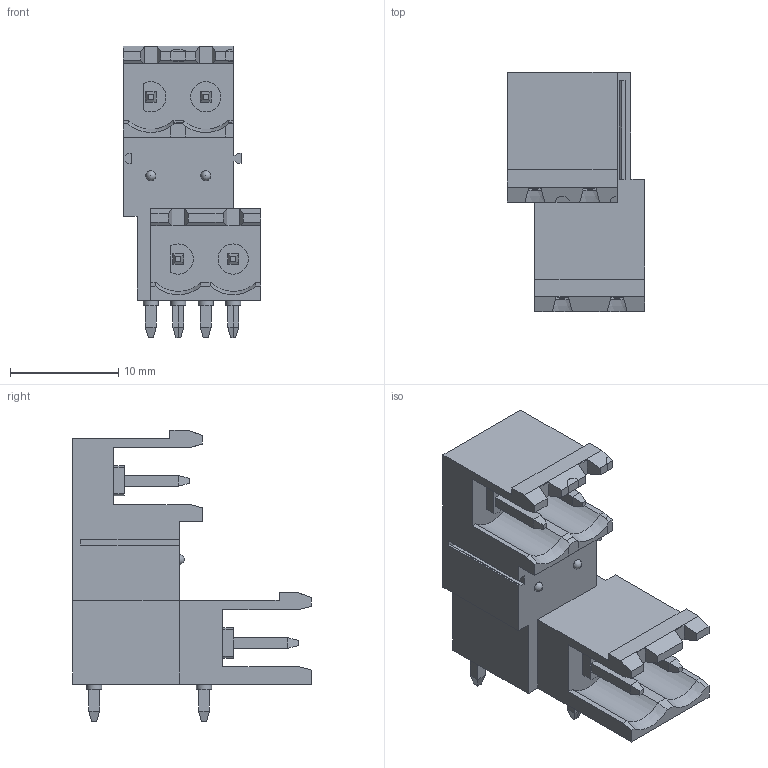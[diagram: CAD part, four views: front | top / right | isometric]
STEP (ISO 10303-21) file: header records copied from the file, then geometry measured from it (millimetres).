
FILE_DESCRIPTION(/* description */ (''),/* implementation_level */ '2;1');
FILE_NAME(/* name */ 'Terminal Block RA_2x2.step',/* time_stamp */ '2018-12-16T19:07:58-05:00',/* author */ ('xdmattz'),/* organization */ (''),/* preprocessor_version */ 'ST-DEVELOPER v17.2',/* originating_system */ 'Autodesk Translation Framework v7.6.0.251',/* authorisation */ '');
FILE_SCHEMA (('AUTOMOTIVE_DESIGN { 1 0 10303 214 3 1 1 }'));
Length unit declared in the file: millimetre
Products named in the file (3): RA_2x2; pxc_1762062_02_MDSTB-2-5-2-G-5-08_3D v1; mdstb_2.5-2-g-5
Assembly tree (2 placements, depth 3):
  RA_2x2
    pxc_1762062_02_MDSTB-2-5-2-G-5-08_3D v1
      mdstb_2.5-2-g-5
Bounding box: 12.7 x 22.1 x 27 mm (x, y, z)
Volume: 2534.4 mm3; surface area: 2070.9 mm2
Topology: 1 solids, 1 shells, 250 faces, 596 edges, 360 vertices
Faces by surface type: plane 232, cylinder 12, cone 4, sphere 2
Full cylindrical faces by diameter (mm): 1.4 x4, 2.8 x2
Entity records: 7364 total; most frequent: CARTESIAN_POINT 1209, DIRECTION 1203, ORIENTED_EDGE 1188, EDGE_CURVE 594, LINE 495, VECTOR 495, VERTEX_POINT 360, AXIS2_PLACEMENT_3D 354
